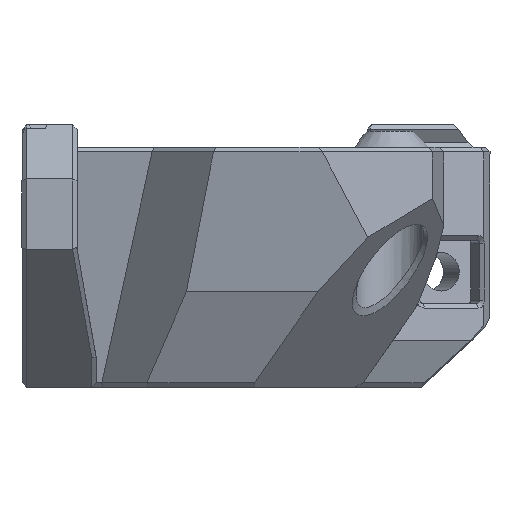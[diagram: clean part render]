
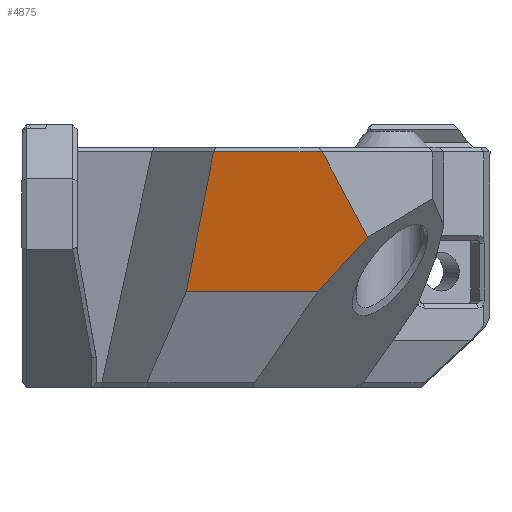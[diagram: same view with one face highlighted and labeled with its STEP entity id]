
A CAD part, left-side view. The second image highlights one B-rep face of the part: STEP entity #4875.
In plain terms, the highlighted planar face has unit normal (-0.982, 0, -0.19).
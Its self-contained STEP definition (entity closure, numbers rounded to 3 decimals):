
#484=ORIENTED_EDGE('',*,*,#1876,.F.);
#485=ORIENTED_EDGE('',*,*,#1877,.T.);
#486=ORIENTED_EDGE('',*,*,#1878,.F.);
#487=ORIENTED_EDGE('',*,*,#1879,.T.);
#488=ORIENTED_EDGE('',*,*,#1880,.T.);
#489=ORIENTED_EDGE('',*,*,#1881,.F.);
#490=ORIENTED_EDGE('',*,*,#1882,.F.);
#1876=EDGE_CURVE('',#2567,#2568,#2982,.T.);
#1877=EDGE_CURVE('',#2567,#2569,#2983,.T.);
#1878=EDGE_CURVE('',#2570,#2569,#2984,.T.);
#1879=EDGE_CURVE('',#2570,#2571,#2985,.T.);
#1880=EDGE_CURVE('',#2571,#2572,#2986,.T.);
#1881=EDGE_CURVE('',#2573,#2572,#2987,.T.);
#1882=EDGE_CURVE('',#2568,#2573,#2988,.T.);
#2567=VERTEX_POINT('',#7470);
#2568=VERTEX_POINT('',#7471);
#2569=VERTEX_POINT('',#7473);
#2570=VERTEX_POINT('',#7475);
#2571=VERTEX_POINT('',#7477);
#2572=VERTEX_POINT('',#7479);
#2573=VERTEX_POINT('',#7481);
#2982=LINE('',#7469,#3526);
#2983=LINE('',#7472,#3527);
#2984=LINE('',#7474,#3528);
#2985=LINE('',#7476,#3529);
#2986=LINE('',#7478,#3530);
#2987=LINE('',#7480,#3531);
#2988=LINE('',#7482,#3532);
#3526=VECTOR('',#5844,1000.);
#3527=VECTOR('',#5845,1000.);
#3528=VECTOR('',#5846,1000.);
#3529=VECTOR('',#5847,1000.);
#3530=VECTOR('',#5848,1000.);
#3531=VECTOR('',#5849,1000.);
#3532=VECTOR('',#5850,1000.);
#4004=EDGE_LOOP('',(#484,#485,#486,#487,#488,#489,#490));
#4341=FACE_BOUND('',#4004,.T.);
#4649=PLANE('',#5228);
#4875=ADVANCED_FACE('',(#4341),#4649,.T.);
#5228=AXIS2_PLACEMENT_3D('',#7468,#5842,#5843);
#5842=DIRECTION('',(-0.982,0.,-0.19));
#5843=DIRECTION('',(0.19,0.,-0.982));
#5844=DIRECTION('',(-0.102,-0.845,0.525));
#5845=DIRECTION('',(0.187,0.187,-0.964));
#5846=DIRECTION('',(0.,1.,0.));
#5847=DIRECTION('',(-0.141,-0.67,0.729));
#5848=DIRECTION('',(-0.169,0.463,0.87));
#5849=DIRECTION('',(0.054,-0.959,-0.278));
#5850=DIRECTION('',(0.,-1.,0.));
#7468=CARTESIAN_POINT('',(-12.,12.5,21.3));
#7469=CARTESIAN_POINT('',(-10.969,8.366,15.976));
#7470=CARTESIAN_POINT('',(-11.923,0.448,20.9));
#7471=CARTESIAN_POINT('',(-11.924,0.436,20.907));
#7472=CARTESIAN_POINT('',(-10.701,1.67,14.591));
#7473=CARTESIAN_POINT('',(-9.529,2.842,8.541));
#7474=CARTESIAN_POINT('',(-9.529,7.5,8.541));
#7475=CARTESIAN_POINT('',(-9.529,-8.773,8.541));
#7476=CARTESIAN_POINT('',(-8.966,-6.108,5.639));
#7477=CARTESIAN_POINT('',(-10.46,-13.194,13.351));
#7478=CARTESIAN_POINT('',(-12.423,-7.8,23.485));
#7479=CARTESIAN_POINT('',(-11.923,-9.176,20.9));
#7480=CARTESIAN_POINT('',(-12.476,0.704,23.759));
#7481=CARTESIAN_POINT('',(-11.924,-9.151,20.907));
#7482=CARTESIAN_POINT('',(-11.924,10.282,20.907));
